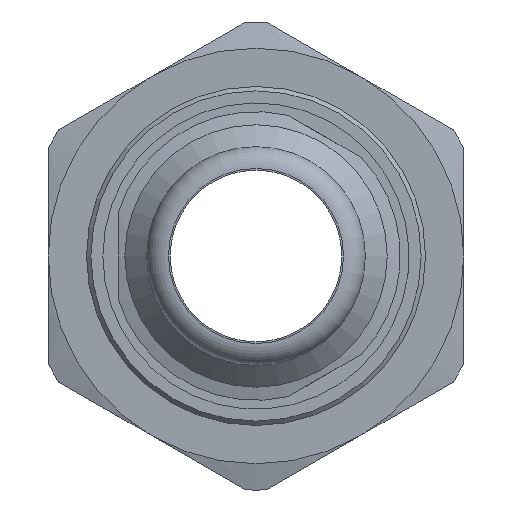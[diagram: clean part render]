
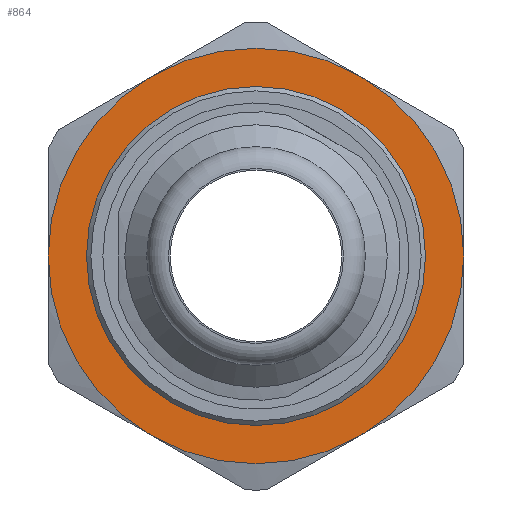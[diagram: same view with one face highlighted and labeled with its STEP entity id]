
A CAD part, left-side view. The second image highlights one B-rep face of the part: STEP entity #864.
In plain terms, the highlighted planar face has unit normal (-1, 0, 0).
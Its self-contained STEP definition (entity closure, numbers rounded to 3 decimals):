
#75=PLANE('',#1009);
#170=FACE_BOUND('',#308,.T.);
#229=FACE_OUTER_BOUND('',#307,.T.);
#307=EDGE_LOOP('',(#777,#778,#779,#780,#781,#782));
#308=EDGE_LOOP('',(#783));
#366=CIRCLE('',#982,9.5);
#367=CIRCLE('',#984,9.5);
#368=CIRCLE('',#986,9.5);
#369=CIRCLE('',#988,9.5);
#370=CIRCLE('',#990,9.5);
#378=CIRCLE('',#1008,7.);
#379=CIRCLE('',#1010,9.5);
#428=VERTEX_POINT('',#1437);
#433=VERTEX_POINT('',#1457);
#438=VERTEX_POINT('',#1477);
#443=VERTEX_POINT('',#1497);
#448=VERTEX_POINT('',#1517);
#456=VERTEX_POINT('',#1570);
#463=VERTEX_POINT('',#1609);
#560=EDGE_CURVE('',#428,#456,#366,.T.);
#563=EDGE_CURVE('',#456,#448,#367,.T.);
#564=EDGE_CURVE('',#448,#443,#368,.T.);
#565=EDGE_CURVE('',#443,#438,#369,.T.);
#566=EDGE_CURVE('',#438,#433,#370,.T.);
#574=EDGE_CURVE('',#463,#463,#378,.T.);
#575=EDGE_CURVE('',#433,#428,#379,.T.);
#777=ORIENTED_EDGE('',*,*,#563,.F.);
#778=ORIENTED_EDGE('',*,*,#560,.F.);
#779=ORIENTED_EDGE('',*,*,#575,.F.);
#780=ORIENTED_EDGE('',*,*,#566,.F.);
#781=ORIENTED_EDGE('',*,*,#565,.F.);
#782=ORIENTED_EDGE('',*,*,#564,.F.);
#783=ORIENTED_EDGE('',*,*,#574,.T.);
#864=ADVANCED_FACE('',(#229,#170),#75,.T.);
#982=AXIS2_PLACEMENT_3D('',#1571,#1196,#1197);
#984=AXIS2_PLACEMENT_3D('',#1579,#1200,#1201);
#986=AXIS2_PLACEMENT_3D('',#1581,#1204,#1205);
#988=AXIS2_PLACEMENT_3D('',#1583,#1208,#1209);
#990=AXIS2_PLACEMENT_3D('',#1585,#1212,#1213);
#1008=AXIS2_PLACEMENT_3D('',#1610,#1248,#1249);
#1009=AXIS2_PLACEMENT_3D('',#1611,#1250,#1251);
#1010=AXIS2_PLACEMENT_3D('',#1612,#1252,#1253);
#1196=DIRECTION('center_axis',(1.,0.,0.));
#1197=DIRECTION('ref_axis',(0.,0.,-1.));
#1200=DIRECTION('center_axis',(1.,0.,0.));
#1201=DIRECTION('ref_axis',(0.,0.,-1.));
#1204=DIRECTION('center_axis',(1.,0.,0.));
#1205=DIRECTION('ref_axis',(0.,0.,-1.));
#1208=DIRECTION('center_axis',(1.,0.,0.));
#1209=DIRECTION('ref_axis',(0.,0.,-1.));
#1212=DIRECTION('center_axis',(1.,0.,0.));
#1213=DIRECTION('ref_axis',(0.,0.,-1.));
#1248=DIRECTION('center_axis',(1.,0.,0.));
#1249=DIRECTION('ref_axis',(0.,0.,-1.));
#1250=DIRECTION('center_axis',(-1.,0.,0.));
#1251=DIRECTION('ref_axis',(0.,0.,1.));
#1252=DIRECTION('center_axis',(1.,0.,0.));
#1253=DIRECTION('ref_axis',(0.,0.,-1.));
#1437=CARTESIAN_POINT('',(23.5,4.75,-8.227));
#1457=CARTESIAN_POINT('',(23.5,-4.75,-8.227));
#1477=CARTESIAN_POINT('',(23.5,-9.5,0.));
#1497=CARTESIAN_POINT('',(23.5,-4.75,8.227));
#1517=CARTESIAN_POINT('',(23.5,4.75,8.227));
#1570=CARTESIAN_POINT('',(23.5,9.5,0.));
#1571=CARTESIAN_POINT('Origin',(23.5,0.,0.));
#1579=CARTESIAN_POINT('Origin',(23.5,0.,0.));
#1581=CARTESIAN_POINT('Origin',(23.5,0.,0.));
#1583=CARTESIAN_POINT('Origin',(23.5,0.,0.));
#1585=CARTESIAN_POINT('Origin',(23.5,0.,0.));
#1609=CARTESIAN_POINT('',(23.5,7.,0.));
#1610=CARTESIAN_POINT('Origin',(23.5,0.,0.));
#1611=CARTESIAN_POINT('Origin',(23.5,9.5,0.));
#1612=CARTESIAN_POINT('Origin',(23.5,0.,0.));
